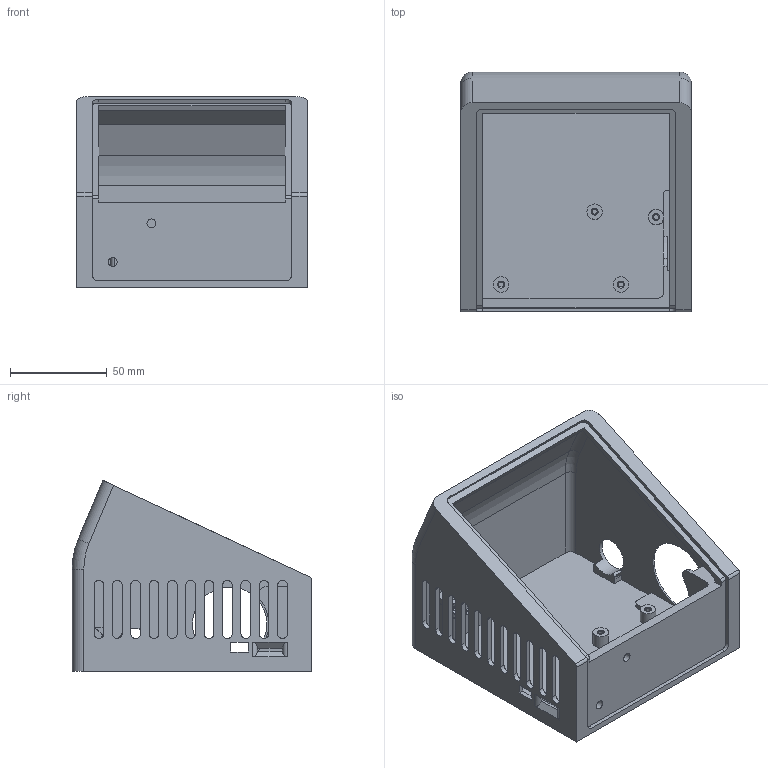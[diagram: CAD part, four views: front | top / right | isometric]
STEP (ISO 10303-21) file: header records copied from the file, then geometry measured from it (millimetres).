
FILE_DESCRIPTION(/* description */ (''),/* implementation_level */ '2;1');
FILE_NAME(/* name */ 'Ender 3 External Electronics Case.step',/* time_stamp */ '2020-06-30T15:36:30+10:00',/* author */ (''),/* organization */ (''),/* preprocessor_version */ 'ST-DEVELOPER v18.1',/* originating_system */ 'Autodesk Translation Framework v9.3.0.1241',/* authorisation */ '');
FILE_SCHEMA (('AUTOMOTIVE_DESIGN { 1 0 10303 214 3 1 1 }'));
Length unit declared in the file: millimetre
Products named in the file (1): Ender 3 external electronics enclosure
Bounding box: 119.5 x 124 x 98.84 mm (x, y, z)
Volume: 142286.9 mm3; surface area: 102233 mm2
Topology: 2 solids, 2 shells, 235 faces, 643 edges, 424 vertices
Faces by surface type: plane 143, cylinder 81, torus 10, bspline 1
Full cylindrical faces by diameter (mm): 2.6 x6, 3 x2, 3.5 x2, 3.8 x2, 4.6 x2, 8 x4, 17.5 x1
Entity records: 7635 total; most frequent: CARTESIAN_POINT 1373, DIRECTION 1296, ORIENTED_EDGE 1286, EDGE_CURVE 643, LINE 454, VECTOR 454, VERTEX_POINT 424, AXIS2_PLACEMENT_3D 421
